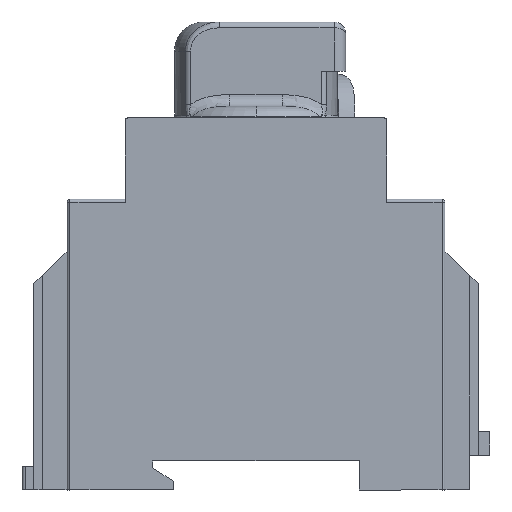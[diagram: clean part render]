
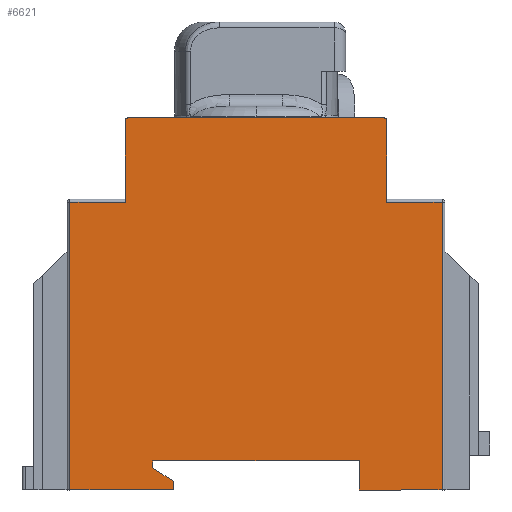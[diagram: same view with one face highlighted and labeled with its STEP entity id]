
A CAD part, left-side view. The second image highlights one B-rep face of the part: STEP entity #6621.
In plain terms, the highlighted planar face has unit normal (-1, 0, 0).
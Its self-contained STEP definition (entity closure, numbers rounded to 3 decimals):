
#136 = EDGE_LOOP ( 'NONE', ( #8575, #6646, #9156, #7422, #6628, #2810, #9378, #3160, #1700, #1894, #2392, #3640, #8677, #5845, #9291, #1927 ) ) ;
#154 = DIRECTION ( 'NONE',  ( 0., 0., -1. ) ) ;
#163 = VERTEX_POINT ( 'NONE', #6800 ) ;
#561 = LINE ( 'NONE', #9525, #1279 ) ;
#694 = CARTESIAN_POINT ( 'NONE',  ( 0., 54.5, 63.5 ) ) ;
#720 = DIRECTION ( 'NONE',  ( 0., 0., 1. ) ) ;
#795 = VECTOR ( 'NONE', #8056, 1000. ) ;
#872 = CIRCLE ( 'NONE', #3628, 0.5 ) ;
#888 = EDGE_CURVE ( 'NONE', #3325, #3335, #7599, .T. ) ;
#977 = CARTESIAN_POINT ( 'NONE',  ( 0., 64.5, 49.5 ) ) ;
#1004 = VERTEX_POINT ( 'NONE', #9465 ) ;
#1064 = CARTESIAN_POINT ( 'NONE',  ( 0., 65., 0. ) ) ;
#1244 = CARTESIAN_POINT ( 'NONE',  ( 0., 65., 49.5 ) ) ;
#1279 = VECTOR ( 'NONE', #5121, 1000. ) ;
#1581 = VERTEX_POINT ( 'NONE', #5790 ) ;
#1641 = EDGE_CURVE ( 'NONE', #8497, #3147, #872, .T. ) ;
#1700 = ORIENTED_EDGE ( 'NONE', *, *, #888, .T. ) ;
#1776 = AXIS2_PLACEMENT_3D ( 'NONE', #7175, #5679, #2831 ) ;
#1894 = ORIENTED_EDGE ( 'NONE', *, *, #5855, .T. ) ;
#1927 = ORIENTED_EDGE ( 'NONE', *, *, #6586, .F. ) ;
#2113 = AXIS2_PLACEMENT_3D ( 'NONE', #3514, #9307, #8635 ) ;
#2293 = EDGE_CURVE ( 'NONE', #4786, #8850, #8016, .T. ) ;
#2367 = CARTESIAN_POINT ( 'NONE',  ( 0., 64.5, 0. ) ) ;
#2392 = ORIENTED_EDGE ( 'NONE', *, *, #4655, .F. ) ;
#2419 = CARTESIAN_POINT ( 'NONE',  ( 0., 55., 63.5 ) ) ;
#2422 = CARTESIAN_POINT ( 'NONE',  ( 0., 14.75, 0. ) ) ;
#2525 = EDGE_CURVE ( 'NONE', #1581, #7001, #6080, .T. ) ;
#2639 = EDGE_CURVE ( 'NONE', #4862, #3416, #2842, .T. ) ;
#2673 = VECTOR ( 'NONE', #4783, 1000. ) ;
#2738 = DIRECTION ( 'NONE',  ( 0., 1., 0. ) ) ;
#2810 = ORIENTED_EDGE ( 'NONE', *, *, #3613, .F. ) ;
#2831 = DIRECTION ( 'NONE',  ( 0., 0., 1. ) ) ;
#2842 = LINE ( 'NONE', #3023, #7680 ) ;
#2971 = EDGE_CURVE ( 'NONE', #1004, #9230, #8982, .T. ) ;
#3023 = CARTESIAN_POINT ( 'NONE',  ( 0., 46.75, 0. ) ) ;
#3147 = VERTEX_POINT ( 'NONE', #2419 ) ;
#3160 = ORIENTED_EDGE ( 'NONE', *, *, #6230, .F. ) ;
#3167 = VERTEX_POINT ( 'NONE', #5201 ) ;
#3282 = FACE_OUTER_BOUND ( 'NONE', #136, .T. ) ;
#3325 = VERTEX_POINT ( 'NONE', #8417 ) ;
#3335 = VERTEX_POINT ( 'NONE', #977 ) ;
#3416 = VERTEX_POINT ( 'NONE', #3569 ) ;
#3424 = VECTOR ( 'NONE', #5450, 1000. ) ;
#3514 = CARTESIAN_POINT ( 'NONE',  ( 0., 0., 0. ) ) ;
#3569 = CARTESIAN_POINT ( 'NONE',  ( 0., 46.75, 0. ) ) ;
#3580 = DIRECTION ( 'NONE',  ( 0., 0., 1. ) ) ;
#3613 = EDGE_CURVE ( 'NONE', #8497, #7001, #7268, .T. ) ;
#3628 = AXIS2_PLACEMENT_3D ( 'NONE', #694, #4338, #720 ) ;
#3638 = EDGE_CURVE ( 'NONE', #3167, #4862, #561, .T. ) ;
#3640 = ORIENTED_EDGE ( 'NONE', *, *, #2639, .F. ) ;
#3666 = VECTOR ( 'NONE', #8442, 1000. ) ;
#4056 = CARTESIAN_POINT ( 'NONE',  ( 0., 10.5, 64. ) ) ;
#4067 = CARTESIAN_POINT ( 'NONE',  ( 0., 10., 49.5 ) ) ;
#4143 = DIRECTION ( 'NONE',  ( 0., 0., 1. ) ) ;
#4164 = VECTOR ( 'NONE', #7982, 1000. ) ;
#4167 = EDGE_CURVE ( 'NONE', #1581, #7211, #6372, .T. ) ;
#4176 = VECTOR ( 'NONE', #5359, 1000. ) ;
#4338 = DIRECTION ( 'NONE',  ( -1., 0., 0. ) ) ;
#4505 = DIRECTION ( 'NONE',  ( 0., 0., -1. ) ) ;
#4627 = VECTOR ( 'NONE', #154, 1000. ) ;
#4655 = EDGE_CURVE ( 'NONE', #3416, #163, #4850, .T. ) ;
#4704 = VERTEX_POINT ( 'NONE', #5505 ) ;
#4783 = DIRECTION ( 'NONE',  ( 0., 1., 0. ) ) ;
#4786 = VERTEX_POINT ( 'NONE', #9388 ) ;
#4850 = LINE ( 'NONE', #1064, #4176 ) ;
#4862 = VERTEX_POINT ( 'NONE', #8623 ) ;
#5018 = CARTESIAN_POINT ( 'NONE',  ( 0., 50.25, 5. ) ) ;
#5121 = DIRECTION ( 'NONE',  ( 0., -0.836, -0.549 ) ) ;
#5180 = CARTESIAN_POINT ( 'NONE',  ( 0., 50.25, 3.8 ) ) ;
#5201 = CARTESIAN_POINT ( 'NONE',  ( 0., 50.25, 3.8 ) ) ;
#5267 = VECTOR ( 'NONE', #5943, 1000. ) ;
#5359 = DIRECTION ( 'NONE',  ( 0., 1., 0. ) ) ;
#5423 = CARTESIAN_POINT ( 'NONE',  ( 0., 10., 50. ) ) ;
#5450 = DIRECTION ( 'NONE',  ( 0., 1., 0. ) ) ;
#5505 = CARTESIAN_POINT ( 'NONE',  ( 0., 0.5, 49.5 ) ) ;
#5542 = VECTOR ( 'NONE', #2738, 1000. ) ;
#5600 = CARTESIAN_POINT ( 'NONE',  ( 0., 0.5, 50. ) ) ;
#5603 = EDGE_CURVE ( 'NONE', #4704, #7211, #7273, .T. ) ;
#5679 = DIRECTION ( 'NONE',  ( -1., 0., 0. ) ) ;
#5714 = CARTESIAN_POINT ( 'NONE',  ( 0., 10., 49.5 ) ) ;
#5790 = CARTESIAN_POINT ( 'NONE',  ( 0., 10., 63.5 ) ) ;
#5845 = ORIENTED_EDGE ( 'NONE', *, *, #8180, .F. ) ;
#5855 = EDGE_CURVE ( 'NONE', #3335, #163, #8851, .T. ) ;
#5943 = DIRECTION ( 'NONE',  ( 0., 0., -1. ) ) ;
#6080 = CIRCLE ( 'NONE', #1776, 0.5 ) ;
#6176 = LINE ( 'NONE', #6467, #8455 ) ;
#6230 = EDGE_CURVE ( 'NONE', #3325, #3147, #6176, .T. ) ;
#6372 = LINE ( 'NONE', #5423, #4627 ) ;
#6467 = CARTESIAN_POINT ( 'NONE',  ( 0., 55., 64. ) ) ;
#6586 = EDGE_CURVE ( 'NONE', #8850, #1004, #8882, .T. ) ;
#6621 = ADVANCED_FACE ( 'NONE', ( #3282 ), #8570, .T. ) ;
#6628 = ORIENTED_EDGE ( 'NONE', *, *, #2525, .T. ) ;
#6646 = ORIENTED_EDGE ( 'NONE', *, *, #7806, .T. ) ;
#6800 = CARTESIAN_POINT ( 'NONE',  ( 0., 64.5, 0. ) ) ;
#6956 = VECTOR ( 'NONE', #4143, 1000. ) ;
#7001 = VERTEX_POINT ( 'NONE', #4056 ) ;
#7171 = CARTESIAN_POINT ( 'NONE',  ( 0., 14.75, 5. ) ) ;
#7175 = CARTESIAN_POINT ( 'NONE',  ( 0., 10.5, 63.5 ) ) ;
#7211 = VERTEX_POINT ( 'NONE', #5714 ) ;
#7268 = LINE ( 'NONE', #7293, #795 ) ;
#7273 = LINE ( 'NONE', #4067, #2673 ) ;
#7293 = CARTESIAN_POINT ( 'NONE',  ( 0., 10., 64. ) ) ;
#7422 = ORIENTED_EDGE ( 'NONE', *, *, #4167, .F. ) ;
#7599 = LINE ( 'NONE', #1244, #5542 ) ;
#7680 = VECTOR ( 'NONE', #4505, 1000. ) ;
#7806 = EDGE_CURVE ( 'NONE', #4786, #4704, #8260, .T. ) ;
#7951 = CARTESIAN_POINT ( 'NONE',  ( 0., 50.25, 5. ) ) ;
#7982 = DIRECTION ( 'NONE',  ( 0., 1., 0. ) ) ;
#8016 = LINE ( 'NONE', #2422, #3424 ) ;
#8056 = DIRECTION ( 'NONE',  ( 0., -1., 0. ) ) ;
#8145 = CARTESIAN_POINT ( 'NONE',  ( 0., 54.5, 64. ) ) ;
#8180 = EDGE_CURVE ( 'NONE', #9230, #3167, #9175, .T. ) ;
#8260 = LINE ( 'NONE', #5600, #3666 ) ;
#8417 = CARTESIAN_POINT ( 'NONE',  ( 0., 55., 49.5 ) ) ;
#8428 = DIRECTION ( 'NONE',  ( 0., 0., -1. ) ) ;
#8442 = DIRECTION ( 'NONE',  ( 0., 0., 1. ) ) ;
#8455 = VECTOR ( 'NONE', #3580, 1000. ) ;
#8497 = VERTEX_POINT ( 'NONE', #8145 ) ;
#8570 = PLANE ( 'NONE',  #2113 ) ;
#8575 = ORIENTED_EDGE ( 'NONE', *, *, #2293, .F. ) ;
#8623 = CARTESIAN_POINT ( 'NONE',  ( 0., 46.75, 1.5 ) ) ;
#8635 = DIRECTION ( 'NONE',  ( 0., 0., 1. ) ) ;
#8677 = ORIENTED_EDGE ( 'NONE', *, *, #3638, .F. ) ;
#8850 = VERTEX_POINT ( 'NONE', #9327 ) ;
#8851 = LINE ( 'NONE', #2367, #9213 ) ;
#8882 = LINE ( 'NONE', #7171, #6956 ) ;
#8982 = LINE ( 'NONE', #7951, #4164 ) ;
#9156 = ORIENTED_EDGE ( 'NONE', *, *, #5603, .T. ) ;
#9175 = LINE ( 'NONE', #5180, #5267 ) ;
#9213 = VECTOR ( 'NONE', #8428, 1000. ) ;
#9230 = VERTEX_POINT ( 'NONE', #5018 ) ;
#9291 = ORIENTED_EDGE ( 'NONE', *, *, #2971, .F. ) ;
#9307 = DIRECTION ( 'NONE',  ( -1., 0., 0. ) ) ;
#9327 = CARTESIAN_POINT ( 'NONE',  ( 0., 14.75, 0. ) ) ;
#9378 = ORIENTED_EDGE ( 'NONE', *, *, #1641, .T. ) ;
#9388 = CARTESIAN_POINT ( 'NONE',  ( 0., 0.5, 0. ) ) ;
#9465 = CARTESIAN_POINT ( 'NONE',  ( 0., 14.75, 5. ) ) ;
#9525 = CARTESIAN_POINT ( 'NONE',  ( 0., 46.75, 1.5 ) ) ;
